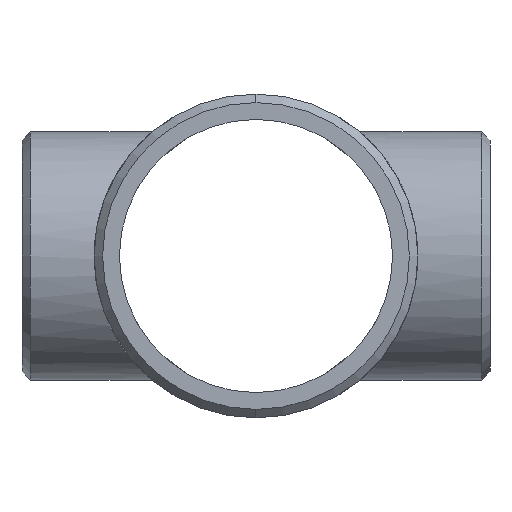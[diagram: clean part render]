
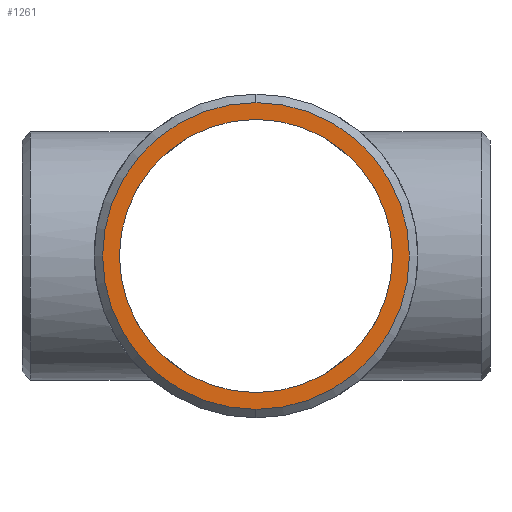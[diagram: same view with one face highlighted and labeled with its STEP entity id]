
A CAD part, left-side view. The second image highlights one B-rep face of the part: STEP entity #1261.
In plain terms, the highlighted planar face has unit normal (-1, 0, 0).
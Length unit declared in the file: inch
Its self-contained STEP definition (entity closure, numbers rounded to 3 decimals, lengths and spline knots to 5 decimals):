
#76 = CARTESIAN_POINT ( 'NONE',  ( -11., 0., 0. ) ) ;
#95 = CARTESIAN_POINT ( 'NONE',  ( -11., 0., 0. ) ) ;
#98 = AXIS2_PLACEMENT_3D ( 'NONE', #1548, #1285, #451 ) ;
#110 = DIRECTION ( 'NONE',  ( -1., 0., 0. ) ) ;
#215 = CARTESIAN_POINT ( 'NONE',  ( -11., 0., 0. ) ) ;
#228 = DIRECTION ( 'NONE',  ( 0., 0., -1. ) ) ;
#309 = VERTEX_POINT ( 'NONE', #955 ) ;
#341 = DIRECTION ( 'NONE',  ( 1., 0., 0. ) ) ;
#348 = DIRECTION ( 'NONE',  ( 0., 0., 1. ) ) ;
#389 = CIRCLE ( 'NONE', #1360, 5.906 ) ;
#396 = AXIS2_PLACEMENT_3D ( 'NONE', #95, #717, #228 ) ;
#434 = ORIENTED_EDGE ( 'NONE', *, *, #1542, .T. ) ;
#451 = DIRECTION ( 'NONE',  ( 0., 0., 1. ) ) ;
#476 = PLANE ( 'NONE',  #396 ) ;
#513 = EDGE_LOOP ( 'NONE', ( #1180, #434 ) ) ;
#523 = AXIS2_PLACEMENT_3D ( 'NONE', #1342, #341, #737 ) ;
#562 = DIRECTION ( 'NONE',  ( 1., 0., 0. ) ) ;
#582 = CIRCLE ( 'NONE', #523, 5.906 ) ;
#664 = CIRCLE ( 'NONE', #1544, 6.63533 ) ;
#701 = FACE_BOUND ( 'NONE', #1053, .T. ) ;
#717 = DIRECTION ( 'NONE',  ( -1., 0., 0. ) ) ;
#737 = DIRECTION ( 'NONE',  ( 0., 0., 1. ) ) ;
#772 = CIRCLE ( 'NONE', #98, 6.63533 ) ;
#816 = ORIENTED_EDGE ( 'NONE', *, *, #988, .T. ) ;
#890 = VERTEX_POINT ( 'NONE', #981 ) ;
#955 = CARTESIAN_POINT ( 'NONE',  ( -11., 0., -5.906 ) ) ;
#981 = CARTESIAN_POINT ( 'NONE',  ( -11., 0., -6.63533 ) ) ;
#988 = EDGE_CURVE ( 'NONE', #1229, #309, #582, .T. ) ;
#1053 = EDGE_LOOP ( 'NONE', ( #816, #1165 ) ) ;
#1165 = ORIENTED_EDGE ( 'NONE', *, *, #1417, .T. ) ;
#1180 = ORIENTED_EDGE ( 'NONE', *, *, #1233, .T. ) ;
#1186 = CARTESIAN_POINT ( 'NONE',  ( -11., 0., 5.906 ) ) ;
#1229 = VERTEX_POINT ( 'NONE', #1186 ) ;
#1233 = EDGE_CURVE ( 'NONE', #890, #1492, #772, .T. ) ;
#1261 = ADVANCED_FACE ( 'NONE', ( #1424, #701 ), #476, .T. ) ;
#1285 = DIRECTION ( 'NONE',  ( -1., 0., 0. ) ) ;
#1342 = CARTESIAN_POINT ( 'NONE',  ( -11., 0., 0. ) ) ;
#1360 = AXIS2_PLACEMENT_3D ( 'NONE', #76, #562, #1452 ) ;
#1395 = CARTESIAN_POINT ( 'NONE',  ( -11., 0., 6.63533 ) ) ;
#1417 = EDGE_CURVE ( 'NONE', #309, #1229, #389, .T. ) ;
#1424 = FACE_OUTER_BOUND ( 'NONE', #513, .T. ) ;
#1452 = DIRECTION ( 'NONE',  ( 0., 0., 1. ) ) ;
#1492 = VERTEX_POINT ( 'NONE', #1395 ) ;
#1542 = EDGE_CURVE ( 'NONE', #1492, #890, #664, .T. ) ;
#1544 = AXIS2_PLACEMENT_3D ( 'NONE', #215, #110, #348 ) ;
#1548 = CARTESIAN_POINT ( 'NONE',  ( -11., 0., 0. ) ) ;
